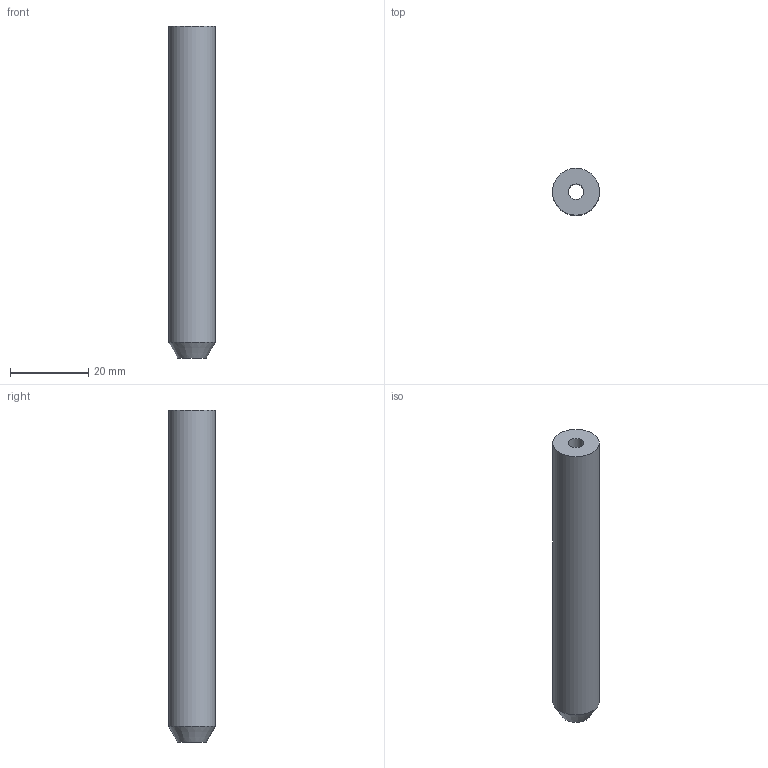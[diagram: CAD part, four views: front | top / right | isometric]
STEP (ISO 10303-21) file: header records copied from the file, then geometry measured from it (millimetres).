
FILE_DESCRIPTION((''),'1');
FILE_NAME('ST12-SL4.stp','2023-09-04T00:45:00',(''),(''),'Spatial Interop R21 SP3','Kubotek KeyCreator 2011 V10.0.2 (22737)',' ');
FILE_SCHEMA(('automotive_design'));
Length unit declared in the file: millimetre
Products named in the file (1): 240[2]
Bounding box: 12 x 12 x 85 mm (x, y, z)
Volume: 8393.3 mm3; surface area: 4393.1 mm2
Topology: 1 solids, 1 shells, 5 faces, 8 edges, 5 vertices
Faces by surface type: plane 2, cylinder 2, cone 1
Full cylindrical faces by diameter (mm): 4 x1, 12 x1
Entity records: 221 total; most frequent: DIRECTION 22, PRESENTATION_STYLE_ASSIGNMENT 17, COLOUR_RGB 17, CARTESIAN_POINT 16, STYLED_ITEM 11, AXIS2_PLACEMENT_3D 11, CURVE_STYLE 11, DRAUGHTING_PRE_DEFINED_CURVE_FONT 11
